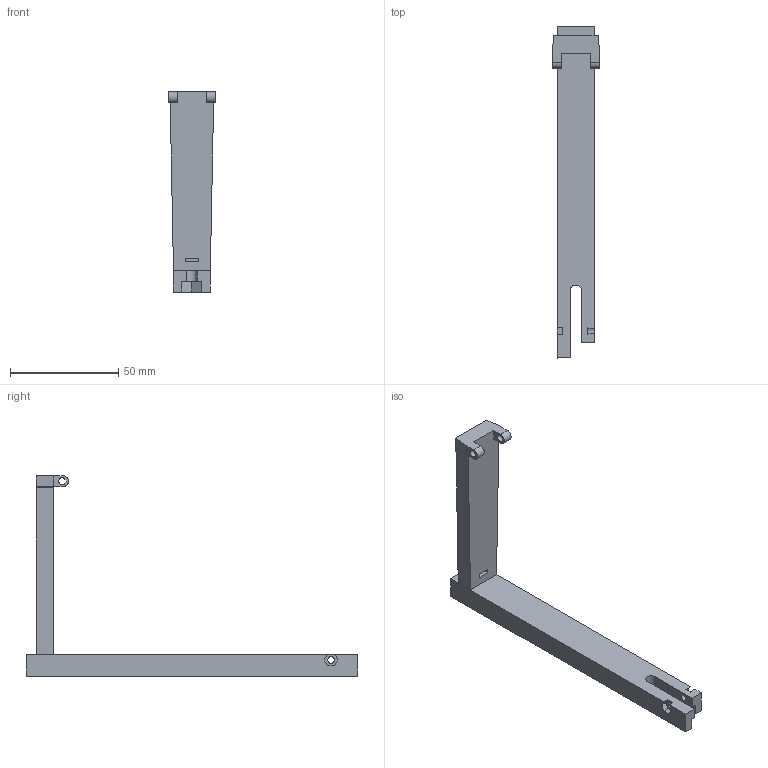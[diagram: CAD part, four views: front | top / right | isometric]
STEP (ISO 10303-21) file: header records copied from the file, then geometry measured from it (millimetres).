
FILE_DESCRIPTION(/* description */ (''),/* implementation_level */ '2;1');
FILE_NAME(/* name */ 'Bed Camera Mount (side) v2.step',/* time_stamp */ '2020-09-25T16:27:01+01:00',/* author */ (''),/* organization */ (''),/* preprocessor_version */ 'ST-DEVELOPER v18.1',/* originating_system */ 'Autodesk Translation Framework v9.3.0.1241',/* authorisation */ '');
FILE_SCHEMA (('AUTOMOTIVE_DESIGN { 1 0 10303 214 3 1 1 }'));
Length unit declared in the file: millimetre
Products named in the file (3): Bed Camera Mount (side); Bed Arm; Mount
Assembly tree (2 placements, depth 2):
  Bed Camera Mount (side)
    Bed Arm
    Mount
Bounding box: 22 x 153.12 x 92.45 mm (x, y, z)
Volume: 35695.5 mm3; surface area: 14151.8 mm2
Topology: 2 solids, 2 shells, 66 faces, 178 edges, 118 vertices
Faces by surface type: plane 47, cylinder 13, cone 3, bspline 3
Full cylindrical faces by diameter (mm): 3 x4, 3.2 x1
Entity records: 2574 total; most frequent: CARTESIAN_POINT 799, ORIENTED_EDGE 356, DIRECTION 332, EDGE_CURVE 178, LINE 136, VECTOR 136, VERTEX_POINT 118, AXIS2_PLACEMENT_3D 98
